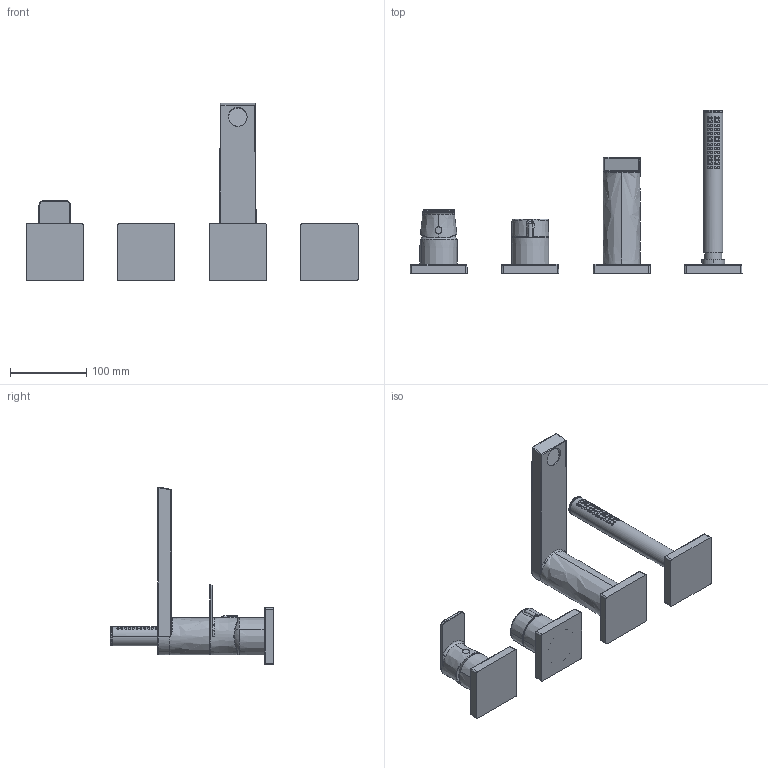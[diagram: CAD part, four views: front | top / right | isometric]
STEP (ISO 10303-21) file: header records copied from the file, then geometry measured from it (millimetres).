
FILE_DESCRIPTION (( 'STEP AP203' ), '1' );
FILE_NAME ('57302473(2021).STEP', '2020-10-15T04:45:27', ( '' ), ( '' ), 'SwSTEP 2.0', 'SolidWorks 2016', '' );
FILE_SCHEMA (( 'CONFIG_CONTROL_DESIGN' ));
Length unit declared in the file: millimetre
Products named in the file (1): 57302473(2021)
Bounding box: 435 x 213.8 x 233.08 mm (x, y, z)
Volume: 1075365.2 mm3; surface area: 170491.5 mm2
Topology: 12 solids, 12 shells, 280 faces, 627 edges, 424 vertices
Faces by surface type: bspline 155, cylinder 54, plane 50, cone 13, torus 6, sphere 2
Entity records: 24662 total; most frequent: CARTESIAN_POINT 19431, ORIENTED_EDGE 1240, DIRECTION 646, EDGE_CURVE 620, VERTEX_POINT 424, EDGE_LOOP 340, B_SPLINE_CURVE_WITH_KNOTS 320, ADVANCED_FACE 280
